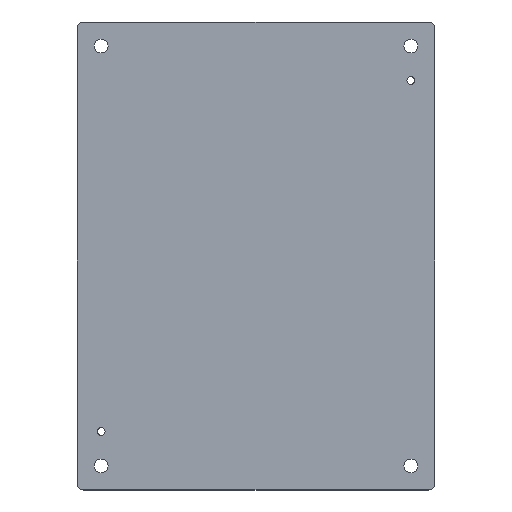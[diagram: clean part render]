
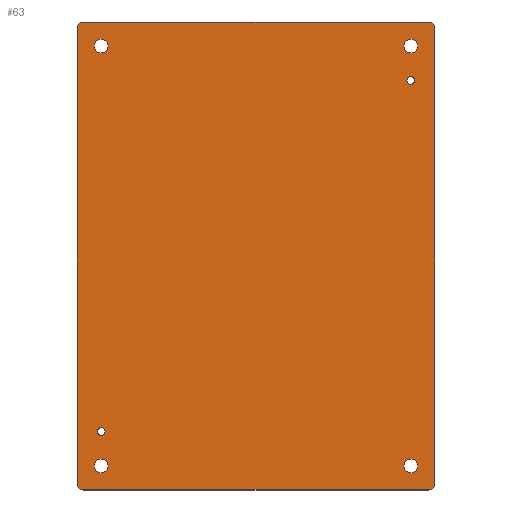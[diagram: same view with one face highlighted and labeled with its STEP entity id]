
A CAD part, top view. The second image highlights one B-rep face of the part: STEP entity #63.
In plain terms, the highlighted planar face has unit normal (0, 0, 1).
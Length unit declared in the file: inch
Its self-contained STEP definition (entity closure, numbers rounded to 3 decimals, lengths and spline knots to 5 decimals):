
#5 = CARTESIAN_POINT ( 'NONE',  ( 5.625, 7.625, 0. ) ) ;
#7 = CARTESIAN_POINT ( 'NONE',  ( -5.375, 7.625, 0. ) ) ;
#8 = DIRECTION ( 'NONE',  ( 0., 0., -1. ) ) ;
#9 = CARTESIAN_POINT ( 'NONE',  ( 5.875, 7.625, 0. ) ) ;
#16 = ORIENTED_EDGE ( 'NONE', *, *, #257, .T. ) ;
#17 = CARTESIAN_POINT ( 'NONE',  ( 5.625, -7.625, 0. ) ) ;
#18 = VERTEX_POINT ( 'NONE', #124 ) ;
#20 = FACE_BOUND ( 'NONE', #524, .T. ) ;
#21 = CARTESIAN_POINT ( 'NONE',  ( -5.48435, -6.375, 0. ) ) ;
#29 = CARTESIAN_POINT ( 'NONE',  ( 0., 0., 0. ) ) ;
#30 = CARTESIAN_POINT ( 'NONE',  ( 6.25, -8.5, 0. ) ) ;
#35 = DIRECTION ( 'NONE',  ( 1., 0., 0. ) ) ;
#39 = VECTOR ( 'NONE', #554, 39.37008 ) ;
#45 = VERTEX_POINT ( 'NONE', #541 ) ;
#56 = CARTESIAN_POINT ( 'NONE',  ( 0., -8.5, 0. ) ) ;
#60 = CARTESIAN_POINT ( 'NONE',  ( -5.375, -7.625, 0. ) ) ;
#63 = ADVANCED_FACE ( 'NONE', ( #68, #397, #116, #176, #20, #169, #386 ), #437, .T. ) ;
#64 = CARTESIAN_POINT ( 'NONE',  ( 6.5, 0., 0. ) ) ;
#65 = DIRECTION ( 'NONE',  ( 1., 0., 0. ) ) ;
#66 = ORIENTED_EDGE ( 'NONE', *, *, #212, .T. ) ;
#68 = FACE_BOUND ( 'NONE', #71, .T. ) ;
#71 = EDGE_LOOP ( 'NONE', ( #346 ) ) ;
#74 = CIRCLE ( 'NONE', #580, 0.25 ) ;
#78 = ORIENTED_EDGE ( 'NONE', *, *, #532, .F. ) ;
#85 = EDGE_CURVE ( 'NONE', #344, #385, #329, .T. ) ;
#87 = VECTOR ( 'NONE', #105, 39.37008 ) ;
#89 = DIRECTION ( 'NONE',  ( 1., 0., 0. ) ) ;
#97 = CARTESIAN_POINT ( 'NONE',  ( -5.625, -7.625, 0. ) ) ;
#102 = EDGE_CURVE ( 'NONE', #428, #428, #451, .T. ) ;
#105 = DIRECTION ( 'NONE',  ( 1., 0., 0. ) ) ;
#112 = CARTESIAN_POINT ( 'NONE',  ( -6.25, -8.5, 0. ) ) ;
#114 = ORIENTED_EDGE ( 'NONE', *, *, #85, .F. ) ;
#116 = FACE_BOUND ( 'NONE', #200, .T. ) ;
#117 = DIRECTION ( 'NONE',  ( 0., 1., 0. ) ) ;
#120 = EDGE_LOOP ( 'NONE', ( #66 ) ) ;
#124 = CARTESIAN_POINT ( 'NONE',  ( -6.5, 8.25, 0. ) ) ;
#128 = AXIS2_PLACEMENT_3D ( 'NONE', #576, #198, #243 ) ;
#136 = CARTESIAN_POINT ( 'NONE',  ( 5.875, -7.625, 0. ) ) ;
#140 = AXIS2_PLACEMENT_3D ( 'NONE', #348, #468, #65 ) ;
#148 = DIRECTION ( 'NONE',  ( 0., 0., -1. ) ) ;
#151 = ORIENTED_EDGE ( 'NONE', *, *, #381, .F. ) ;
#156 = EDGE_CURVE ( 'NONE', #205, #205, #358, .T. ) ;
#157 = ORIENTED_EDGE ( 'NONE', *, *, #102, .T. ) ;
#167 = ORIENTED_EDGE ( 'NONE', *, *, #237, .F. ) ;
#169 = FACE_BOUND ( 'NONE', #175, .T. ) ;
#174 = CARTESIAN_POINT ( 'NONE',  ( 6.25, 8.25, 0. ) ) ;
#175 = EDGE_LOOP ( 'NONE', ( #491 ) ) ;
#176 = FACE_BOUND ( 'NONE', #120, .T. ) ;
#182 = EDGE_CURVE ( 'NONE', #385, #474, #235, .T. ) ;
#190 = AXIS2_PLACEMENT_3D ( 'NONE', #238, #458, #542 ) ;
#192 = CARTESIAN_POINT ( 'NONE',  ( -6.5, 0., 0. ) ) ;
#196 = ORIENTED_EDGE ( 'NONE', *, *, #362, .F. ) ;
#198 = DIRECTION ( 'NONE',  ( 0., 0., -1. ) ) ;
#199 = DIRECTION ( 'NONE',  ( 0., 0., -1. ) ) ;
#200 = EDGE_LOOP ( 'NONE', ( #157 ) ) ;
#201 = CIRCLE ( 'NONE', #262, 0.25 ) ;
#205 = VERTEX_POINT ( 'NONE', #60 ) ;
#212 = EDGE_CURVE ( 'NONE', #506, #506, #408, .T. ) ;
#217 = VECTOR ( 'NONE', #117, 39.37008 ) ;
#224 = AXIS2_PLACEMENT_3D ( 'NONE', #5, #8, #323 ) ;
#234 = AXIS2_PLACEMENT_3D ( 'NONE', #527, #308, #35 ) ;
#235 = LINE ( 'NONE', #56, #498 ) ;
#237 = EDGE_CURVE ( 'NONE', #470, #268, #284, .T. ) ;
#238 = CARTESIAN_POINT ( 'NONE',  ( -5.625, 7.625, 0. ) ) ;
#241 = ORIENTED_EDGE ( 'NONE', *, *, #182, .F. ) ;
#243 = DIRECTION ( 'NONE',  ( 1., 0., 0. ) ) ;
#257 = EDGE_CURVE ( 'NONE', #459, #459, #314, .T. ) ;
#261 = AXIS2_PLACEMENT_3D ( 'NONE', #29, #382, #481 ) ;
#262 = AXIS2_PLACEMENT_3D ( 'NONE', #174, #148, #330 ) ;
#268 = VERTEX_POINT ( 'NONE', #450 ) ;
#272 = DIRECTION ( 'NONE',  ( 1., 0., 0. ) ) ;
#274 = AXIS2_PLACEMENT_3D ( 'NONE', #526, #290, #471 ) ;
#277 = DIRECTION ( 'NONE',  ( 0., 0., -1. ) ) ;
#284 = LINE ( 'NONE', #326, #87 ) ;
#288 = ORIENTED_EDGE ( 'NONE', *, *, #424, .T. ) ;
#290 = DIRECTION ( 'NONE',  ( 0., 0., -1. ) ) ;
#298 = CIRCLE ( 'NONE', #234, 0.25 ) ;
#308 = DIRECTION ( 'NONE',  ( 0., 0., -1. ) ) ;
#314 = CIRCLE ( 'NONE', #190, 0.25 ) ;
#323 = DIRECTION ( 'NONE',  ( 1., 0., 0. ) ) ;
#326 = CARTESIAN_POINT ( 'NONE',  ( 0., 8.5, 0. ) ) ;
#329 = CIRCLE ( 'NONE', #128, 0.25 ) ;
#330 = DIRECTION ( 'NONE',  ( 1., 0., 0. ) ) ;
#336 = EDGE_LOOP ( 'NONE', ( #288 ) ) ;
#344 = VERTEX_POINT ( 'NONE', #509 ) ;
#346 = ORIENTED_EDGE ( 'NONE', *, *, #156, .T. ) ;
#348 = CARTESIAN_POINT ( 'NONE',  ( -6.25, 8.25, 0. ) ) ;
#352 = CARTESIAN_POINT ( 'NONE',  ( 5.625, 6.375, 0. ) ) ;
#358 = CIRCLE ( 'NONE', #476, 0.25 ) ;
#362 = EDGE_CURVE ( 'NONE', #268, #379, #201, .T. ) ;
#372 = DIRECTION ( 'NONE',  ( 1., 0., 0. ) ) ;
#373 = CARTESIAN_POINT ( 'NONE',  ( 6.5, 8.25, 0. ) ) ;
#379 = VERTEX_POINT ( 'NONE', #373 ) ;
#381 = EDGE_CURVE ( 'NONE', #18, #470, #402, .T. ) ;
#382 = DIRECTION ( 'NONE',  ( 0., 0., 1. ) ) ;
#385 = VERTEX_POINT ( 'NONE', #30 ) ;
#386 = FACE_OUTER_BOUND ( 'NONE', #565, .T. ) ;
#397 = FACE_BOUND ( 'NONE', #336, .T. ) ;
#402 = CIRCLE ( 'NONE', #140, 0.25 ) ;
#407 = EDGE_CURVE ( 'NONE', #474, #479, #298, .T. ) ;
#408 = CIRCLE ( 'NONE', #224, 0.25 ) ;
#412 = DIRECTION ( 'NONE',  ( -1., 0., 0. ) ) ;
#424 = EDGE_CURVE ( 'NONE', #45, #45, #538, .T. ) ;
#428 = VERTEX_POINT ( 'NONE', #21 ) ;
#435 = ORIENTED_EDGE ( 'NONE', *, *, #553, .F. ) ;
#437 = PLANE ( 'NONE',  #261 ) ;
#450 = CARTESIAN_POINT ( 'NONE',  ( 6.25, 8.5, 0. ) ) ;
#451 = CIRCLE ( 'NONE', #274, 0.14065 ) ;
#458 = DIRECTION ( 'NONE',  ( 0., 0., -1. ) ) ;
#459 = VERTEX_POINT ( 'NONE', #7 ) ;
#468 = DIRECTION ( 'NONE',  ( 0., 0., -1. ) ) ;
#470 = VERTEX_POINT ( 'NONE', #531 ) ;
#471 = DIRECTION ( 'NONE',  ( 1., 0., 0. ) ) ;
#474 = VERTEX_POINT ( 'NONE', #112 ) ;
#476 = AXIS2_PLACEMENT_3D ( 'NONE', #97, #277, #272 ) ;
#477 = AXIS2_PLACEMENT_3D ( 'NONE', #352, #577, #89 ) ;
#479 = VERTEX_POINT ( 'NONE', #563 ) ;
#481 = DIRECTION ( 'NONE',  ( 1., 0., 0. ) ) ;
#491 = ORIENTED_EDGE ( 'NONE', *, *, #500, .T. ) ;
#495 = VERTEX_POINT ( 'NONE', #136 ) ;
#498 = VECTOR ( 'NONE', #412, 39.37008 ) ;
#500 = EDGE_CURVE ( 'NONE', #495, #495, #74, .T. ) ;
#506 = VERTEX_POINT ( 'NONE', #9 ) ;
#509 = CARTESIAN_POINT ( 'NONE',  ( 6.5, -8.25, 0. ) ) ;
#517 = LINE ( 'NONE', #192, #217 ) ;
#524 = EDGE_LOOP ( 'NONE', ( #16 ) ) ;
#526 = CARTESIAN_POINT ( 'NONE',  ( -5.625, -6.375, 0. ) ) ;
#527 = CARTESIAN_POINT ( 'NONE',  ( -6.25, -8.25, 0. ) ) ;
#531 = CARTESIAN_POINT ( 'NONE',  ( -6.25, 8.5, 0. ) ) ;
#532 = EDGE_CURVE ( 'NONE', #479, #18, #517, .T. ) ;
#538 = CIRCLE ( 'NONE', #477, 0.1405 ) ;
#541 = CARTESIAN_POINT ( 'NONE',  ( 5.7655, 6.375, 0. ) ) ;
#542 = DIRECTION ( 'NONE',  ( 1., 0., 0. ) ) ;
#553 = EDGE_CURVE ( 'NONE', #379, #344, #559, .T. ) ;
#554 = DIRECTION ( 'NONE',  ( 0., -1., 0. ) ) ;
#557 = ORIENTED_EDGE ( 'NONE', *, *, #407, .F. ) ;
#559 = LINE ( 'NONE', #64, #39 ) ;
#563 = CARTESIAN_POINT ( 'NONE',  ( -6.5, -8.25, 0. ) ) ;
#565 = EDGE_LOOP ( 'NONE', ( #78, #557, #241, #114, #435, #196, #167, #151 ) ) ;
#576 = CARTESIAN_POINT ( 'NONE',  ( 6.25, -8.25, 0. ) ) ;
#577 = DIRECTION ( 'NONE',  ( 0., 0., -1. ) ) ;
#580 = AXIS2_PLACEMENT_3D ( 'NONE', #17, #199, #372 ) ;
